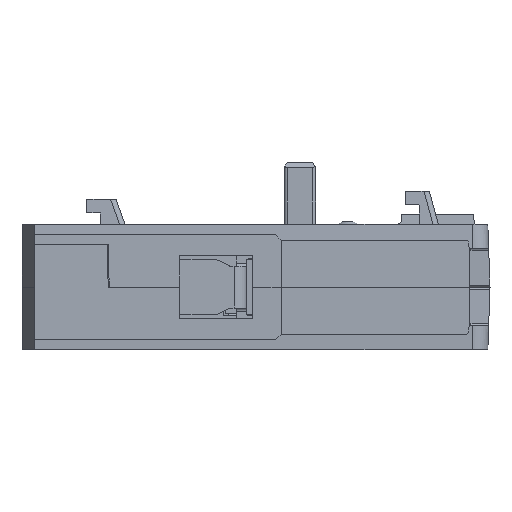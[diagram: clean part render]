
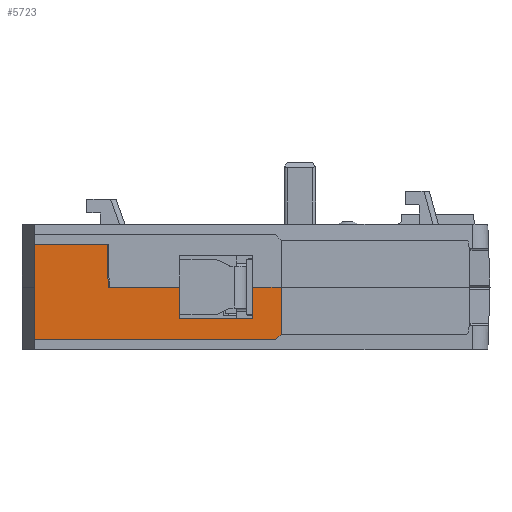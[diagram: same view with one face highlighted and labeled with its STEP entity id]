
A CAD part, left-side view. The second image highlights one B-rep face of the part: STEP entity #5723.
In plain terms, the highlighted planar face has unit normal (-1, 0, 0).
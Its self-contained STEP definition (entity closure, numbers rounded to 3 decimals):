
#640=PLANE('',#16454);
#1215=FACE_OUTER_BOUND('',#6714,.T.);
#2115=LINE('',#30710,#4047);
#2357=LINE('',#31256,#4289);
#2358=LINE('',#31259,#4290);
#2359=LINE('',#31261,#4291);
#2360=LINE('',#31263,#4292);
#2361=LINE('',#31265,#4293);
#2362=LINE('',#31267,#4294);
#2363=LINE('',#31269,#4295);
#2364=LINE('',#31271,#4296);
#2365=LINE('',#31273,#4297);
#2366=LINE('',#31274,#4298);
#4047=VECTOR('',#18471,1.);
#4289=VECTOR('',#18865,1.);
#4290=VECTOR('',#18866,1.);
#4291=VECTOR('',#18867,1.);
#4292=VECTOR('',#18868,1.);
#4293=VECTOR('',#18869,1.);
#4294=VECTOR('',#18870,1.);
#4295=VECTOR('',#18871,1.);
#4296=VECTOR('',#18872,1.);
#4297=VECTOR('',#18873,1.);
#4298=VECTOR('',#18874,1.);
#5723=ADVANCED_FACE('',(#1215),#640,.T.);
#6714=EDGE_LOOP('',(#8959,#8960,#8961,#8962,#8963,#8964,#8965,#8966,#8967,
#8968,#8969));
#8959=ORIENTED_EDGE('',*,*,#14227,.F.);
#8960=ORIENTED_EDGE('',*,*,#14228,.F.);
#8961=ORIENTED_EDGE('',*,*,#14229,.T.);
#8962=ORIENTED_EDGE('',*,*,#14230,.T.);
#8963=ORIENTED_EDGE('',*,*,#14231,.T.);
#8964=ORIENTED_EDGE('',*,*,#14232,.T.);
#8965=ORIENTED_EDGE('',*,*,#14233,.T.);
#8966=ORIENTED_EDGE('',*,*,#14234,.T.);
#8967=ORIENTED_EDGE('',*,*,#14235,.T.);
#8968=ORIENTED_EDGE('',*,*,#13960,.F.);
#8969=ORIENTED_EDGE('',*,*,#14236,.T.);
#11869=VERTEX_POINT('',#30709);
#11870=VERTEX_POINT('',#30711);
#12098=VERTEX_POINT('',#31257);
#12099=VERTEX_POINT('',#31258);
#12100=VERTEX_POINT('',#31260);
#12101=VERTEX_POINT('',#31262);
#12102=VERTEX_POINT('',#31264);
#12103=VERTEX_POINT('',#31266);
#12104=VERTEX_POINT('',#31268);
#12105=VERTEX_POINT('',#31270);
#12106=VERTEX_POINT('',#31272);
#13960=EDGE_CURVE('',#11869,#11870,#2115,.T.);
#14227=EDGE_CURVE('',#12098,#12099,#2357,.T.);
#14228=EDGE_CURVE('',#12100,#12098,#2358,.T.);
#14229=EDGE_CURVE('',#12100,#12101,#2359,.T.);
#14230=EDGE_CURVE('',#12101,#12102,#2360,.T.);
#14231=EDGE_CURVE('',#12102,#12103,#2361,.T.);
#14232=EDGE_CURVE('',#12103,#12104,#2362,.T.);
#14233=EDGE_CURVE('',#12104,#12105,#2363,.T.);
#14234=EDGE_CURVE('',#12105,#12106,#2364,.T.);
#14235=EDGE_CURVE('',#12106,#11870,#2365,.T.);
#14236=EDGE_CURVE('',#11869,#12099,#2366,.T.);
#16454=AXIS2_PLACEMENT_3D('',#31275,#18875,#18876);
#18471=DIRECTION('',(0.,-0.009,-1.));
#18865=DIRECTION('',(0.,0.,1.));
#18866=DIRECTION('',(0.,1.,0.));
#18867=DIRECTION('',(0.,-0.707,0.707));
#18868=DIRECTION('',(0.,0.,1.));
#18869=DIRECTION('',(0.,1.,0.));
#18870=DIRECTION('',(0.,0.,-1.));
#18871=DIRECTION('',(0.,1.,0.));
#18872=DIRECTION('',(0.,0.,1.));
#18873=DIRECTION('',(0.,1.,0.));
#18874=DIRECTION('',(0.,1.,0.));
#18875=DIRECTION('',(-1.,0.,0.));
#18876=DIRECTION('',(0.,0.,1.));
#30709=CARTESIAN_POINT('',(-33.,-7.003,1.1));
#30710=CARTESIAN_POINT('',(-33.,-7.,1.5));
#30711=CARTESIAN_POINT('',(-33.,-7.039,-3.));
#31256=CARTESIAN_POINT('',(-33.,0.,-4.5));
#31257=CARTESIAN_POINT('',(-33.,0.,-8.));
#31258=CARTESIAN_POINT('',(-33.,0.,1.1));
#31259=CARTESIAN_POINT('',(-33.,-43.6,-8.));
#31260=CARTESIAN_POINT('',(-33.,-23.1,-8.));
#31261=CARTESIAN_POINT('',(-33.,-29.475,-1.625));
#31262=CARTESIAN_POINT('',(-33.,-23.6,-7.5));
#31263=CARTESIAN_POINT('',(-33.,-23.6,-3.));
#31264=CARTESIAN_POINT('',(-33.,-23.6,-3.));
#31265=CARTESIAN_POINT('',(-33.,-32.7,-3.));
#31266=CARTESIAN_POINT('',(-33.,-20.9,-3.));
#31267=CARTESIAN_POINT('',(-33.,-20.9,-3.));
#31268=CARTESIAN_POINT('',(-33.,-20.9,-6.));
#31269=CARTESIAN_POINT('',(-33.,-32.25,-6.));
#31270=CARTESIAN_POINT('',(-33.,-13.9,-6.));
#31271=CARTESIAN_POINT('',(-33.,-13.9,-4.5));
#31272=CARTESIAN_POINT('',(-33.,-13.9,-3.));
#31273=CARTESIAN_POINT('',(-33.,-32.7,-3.));
#31274=CARTESIAN_POINT('',(-33.,-6.5,1.1));
#31275=CARTESIAN_POINT('',(-33.,-43.6,-3.));
